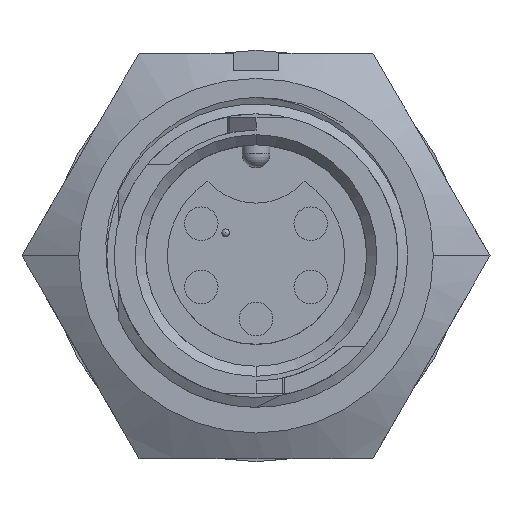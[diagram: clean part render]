
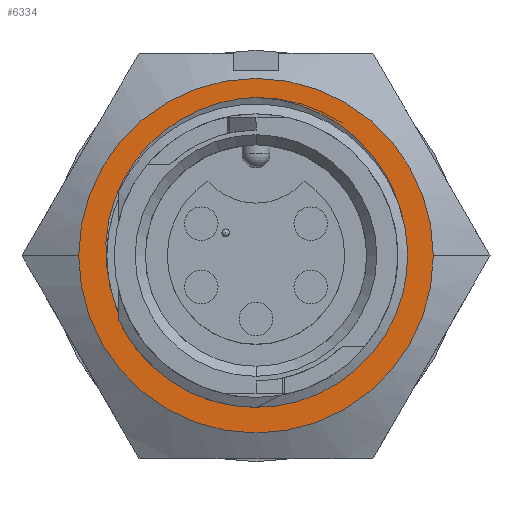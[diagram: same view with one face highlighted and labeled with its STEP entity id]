
A CAD part, top view. The second image highlights one B-rep face of the part: STEP entity #6334.
In plain terms, the highlighted planar face has unit normal (0, 0, 1).
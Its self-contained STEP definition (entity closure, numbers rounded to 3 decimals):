
#47 = CARTESIAN_POINT ( 'NONE',  ( 5.55, 5.413, -6.216 ) ) ;
#300 = DIRECTION ( 'NONE',  ( 0., 0., -1. ) ) ;
#477 = VERTEX_POINT ( 'NONE', #9077 ) ;
#487 = ORIENTED_EDGE ( 'NONE', *, *, #4764, .F. ) ;
#510 = CARTESIAN_POINT ( 'NONE',  ( -3.795, 6.844, -6.216 ) ) ;
#572 = CARTESIAN_POINT ( 'NONE',  ( -6.555, 4.03, -6.216 ) ) ;
#875 = CARTESIAN_POINT ( 'NONE',  ( 6.255, 4.516, -6.216 ) ) ;
#1289 = VERTEX_POINT ( 'NONE', #5708 ) ;
#1393 = CARTESIAN_POINT ( 'NONE',  ( -0.572, 7.92, -6.216 ) ) ;
#1454 = DIRECTION ( 'NONE',  ( 1., 0., 0. ) ) ;
#1509 = CARTESIAN_POINT ( 'NONE',  ( -1.142, 7.839, -6.216 ) ) ;
#1570 = CARTESIAN_POINT ( 'NONE',  ( -5.156, 5.813, -6.216 ) ) ;
#2359 = CARTESIAN_POINT ( 'NONE',  ( 0.57, 7.904, -6.216 ) ) ;
#2374 = VERTEX_POINT ( 'NONE', #6606 ) ;
#2492 = DIRECTION ( 'NONE',  ( -1., 0., 0. ) ) ;
#2658 = EDGE_LOOP ( 'NONE', ( #4293, #4822 ) ) ;
#2855 = EDGE_CURVE ( 'NONE', #11428, #1289, #8201, .T. ) ;
#2861 = EDGE_LOOP ( 'NONE', ( #10857, #7308, #487 ) ) ;
#2950 = DIRECTION ( 'NONE',  ( -1., 0., 0. ) ) ;
#3218 = CARTESIAN_POINT ( 'NONE',  ( -7.517, -0.343, -6.216 ) ) ;
#3280 = CARTESIAN_POINT ( 'NONE',  ( -7.4, -1.192, -6.216 ) ) ;
#3344 = AXIS2_PLACEMENT_3D ( 'NONE', #9175, #300, #2950 ) ;
#3367 = DIRECTION ( 'NONE',  ( 0., 0., -1. ) ) ;
#3516 = CARTESIAN_POINT ( 'NONE',  ( 8.89, 0., -6.216 ) ) ;
#3606 = DIRECTION ( 'NONE',  ( -1., 0., 0. ) ) ;
#3985 = B_SPLINE_CURVE_WITH_KNOTS ( 'NONE', 3,
 ( #4081, #3280, #6827, #3218, #8459, #10324, #10381, #11133, #8580, #572, #5942, #9384, #1570, #8519, #510, #8639, #9502, #1509, #1393, #10202 ),
 .UNSPECIFIED., .F., .F.,
 ( 4, 2, 2, 2, 2, 2, 2, 2, 2, 4 ),
 ( 0., 0.001, 0.002, 0.003, 0.005, 0.007, 0.009, 0.01, 0.012, 0.014 ),
 .UNSPECIFIED. ) ;
#4081 = CARTESIAN_POINT ( 'NONE',  ( -7.334, -1.47, -6.216 ) ) ;
#4082 = CARTESIAN_POINT ( 'NONE',  ( 0., 0., -6.216 ) ) ;
#4293 = ORIENTED_EDGE ( 'NONE', *, *, #6119, .F. ) ;
#4358 = CIRCLE ( 'NONE', #5287, 7.48 ) ;
#4389 = CARTESIAN_POINT ( 'NONE',  ( 3.795, 6.845, -6.216 ) ) ;
#4444 = CARTESIAN_POINT ( 'NONE',  ( 6.557, 4.028, -6.216 ) ) ;
#4549 = CARTESIAN_POINT ( 'NONE',  ( 2.774, 7.36, -6.216 ) ) ;
#4764 = EDGE_CURVE ( 'NONE', #477, #1289, #4358, .T. ) ;
#4822 = ORIENTED_EDGE ( 'NONE', *, *, #6483, .F. ) ;
#5128 = DIRECTION ( 'NONE',  ( 0., 0., 1. ) ) ;
#5287 = AXIS2_PLACEMENT_3D ( 'NONE', #4082, #5128, #1454 ) ;
#5374 = CARTESIAN_POINT ( 'NONE',  ( 2.242, 7.558, -6.216 ) ) ;
#5501 = CARTESIAN_POINT ( 'NONE',  ( 0., 0., -6.216 ) ) ;
#5617 = PLANE ( 'NONE',  #3344 ) ;
#5708 = CARTESIAN_POINT ( 'NONE',  ( 7.334, -1.47, -6.216 ) ) ;
#5941 = CIRCLE ( 'NONE', #6126, 8.89 ) ;
#5942 = CARTESIAN_POINT ( 'NONE',  ( -6.251, 4.521, -6.216 ) ) ;
#6119 = EDGE_CURVE ( 'NONE', #2374, #7138, #5941, .T. ) ;
#6126 = AXIS2_PLACEMENT_3D ( 'NONE', #9881, #8796, #3606 ) ;
#6196 = CARTESIAN_POINT ( 'NONE',  ( 7.532, -0.351, -6.216 ) ) ;
#6334 = ADVANCED_FACE ( 'NONE', ( #10926, #10176 ), #5617, .F. ) ;
#6483 = EDGE_CURVE ( 'NONE', #7138, #2374, #11527, .T. ) ;
#6606 = CARTESIAN_POINT ( 'NONE',  ( -8.89, 0., -6.216 ) ) ;
#6827 = CARTESIAN_POINT ( 'NONE',  ( -7.45, -0.91, -6.216 ) ) ;
#7028 = CARTESIAN_POINT ( 'NONE',  ( 4.269, 6.536, -6.216 ) ) ;
#7138 = VERTEX_POINT ( 'NONE', #3516 ) ;
#7186 = CARTESIAN_POINT ( 'NONE',  ( 7.537, 0.781, -6.216 ) ) ;
#7308 = ORIENTED_EDGE ( 'NONE', *, *, #2855, .T. ) ;
#7670 = CARTESIAN_POINT ( 'NONE',  ( 0.286, 7.929, -6.216 ) ) ;
#7848 = EDGE_CURVE ( 'NONE', #477, #11428, #3985, .T. ) ;
#8012 = CARTESIAN_POINT ( 'NONE',  ( 7.334, -1.47, -6.216 ) ) ;
#8068 = CARTESIAN_POINT ( 'NONE',  ( 7.466, -0.913, -6.216 ) ) ;
#8140 = CARTESIAN_POINT ( 'NONE',  ( 0., 7.938, -6.216 ) ) ;
#8201 = B_SPLINE_CURVE_WITH_KNOTS ( 'NONE', 3,
 ( #8541, #7670, #2359, #10631, #10525, #5374, #4549, #4389, #7028, #8936, #47, #875, #4444, #8771, #8829, #8984, #7186, #6196, #8068, #8012 ),
 .UNSPECIFIED., .F., .F.,
 ( 4, 2, 2, 2, 2, 2, 2, 2, 2, 4 ),
 ( 0., 0.001, 0.002, 0.003, 0.005, 0.007, 0.009, 0.01, 0.012, 0.014 ),
 .UNSPECIFIED. ) ;
#8459 = CARTESIAN_POINT ( 'NONE',  ( -7.534, -0.057, -6.216 ) ) ;
#8519 = CARTESIAN_POINT ( 'NONE',  ( -4.27, 6.536, -6.216 ) ) ;
#8541 = CARTESIAN_POINT ( 'NONE',  ( 0., 7.938, -6.216 ) ) ;
#8580 = CARTESIAN_POINT ( 'NONE',  ( -7.04, 3.009, -6.216 ) ) ;
#8639 = CARTESIAN_POINT ( 'NONE',  ( -2.787, 7.354, -6.216 ) ) ;
#8771 = CARTESIAN_POINT ( 'NONE',  ( 7.047, 2.994, -6.216 ) ) ;
#8796 = DIRECTION ( 'NONE',  ( 0., 0., -1. ) ) ;
#8829 = CARTESIAN_POINT ( 'NONE',  ( 7.23, 2.457, -6.216 ) ) ;
#8936 = CARTESIAN_POINT ( 'NONE',  ( 5.145, 5.822, -6.216 ) ) ;
#8984 = CARTESIAN_POINT ( 'NONE',  ( 7.475, 1.355, -6.216 ) ) ;
#9077 = CARTESIAN_POINT ( 'NONE',  ( -7.334, -1.47, -6.216 ) ) ;
#9175 = CARTESIAN_POINT ( 'NONE',  ( -5.866, -10.16, -6.216 ) ) ;
#9384 = CARTESIAN_POINT ( 'NONE',  ( -5.552, 5.41, -6.216 ) ) ;
#9502 = CARTESIAN_POINT ( 'NONE',  ( -2.248, 7.557, -6.216 ) ) ;
#9881 = CARTESIAN_POINT ( 'NONE',  ( 0., 0., -6.216 ) ) ;
#10176 = FACE_OUTER_BOUND ( 'NONE', #2658, .T. ) ;
#10202 = CARTESIAN_POINT ( 'NONE',  ( 0., 7.938, -6.216 ) ) ;
#10324 = CARTESIAN_POINT ( 'NONE',  ( -7.536, 0.794, -6.216 ) ) ;
#10381 = CARTESIAN_POINT ( 'NONE',  ( -7.475, 1.358, -6.216 ) ) ;
#10525 = CARTESIAN_POINT ( 'NONE',  ( 1.417, 7.769, -6.216 ) ) ;
#10604 = AXIS2_PLACEMENT_3D ( 'NONE', #5501, #3367, #2492 ) ;
#10631 = CARTESIAN_POINT ( 'NONE',  ( 1.136, 7.824, -6.216 ) ) ;
#10857 = ORIENTED_EDGE ( 'NONE', *, *, #7848, .T. ) ;
#10926 = FACE_BOUND ( 'NONE', #2861, .T. ) ;
#11133 = CARTESIAN_POINT ( 'NONE',  ( -7.225, 2.475, -6.216 ) ) ;
#11428 = VERTEX_POINT ( 'NONE', #8140 ) ;
#11527 = CIRCLE ( 'NONE', #10604, 8.89 ) ;
